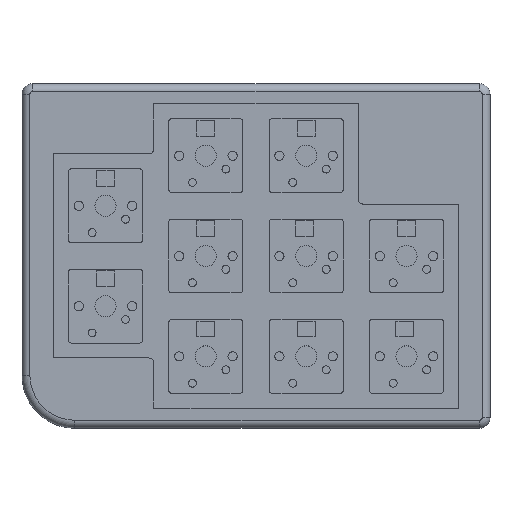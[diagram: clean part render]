
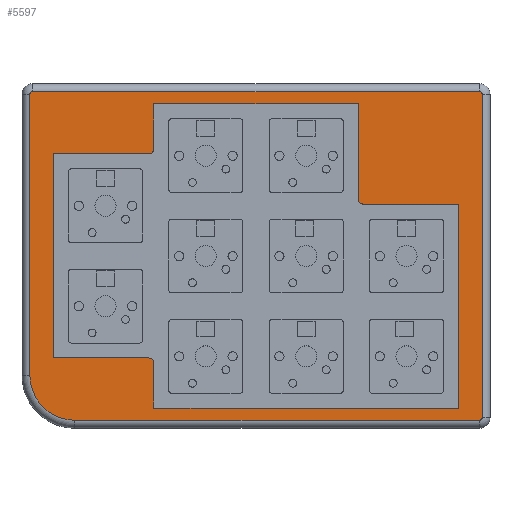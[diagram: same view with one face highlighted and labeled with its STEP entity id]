
A CAD part, top view. The second image highlights one B-rep face of the part: STEP entity #5597.
In plain terms, the highlighted planar face has unit normal (0, 0, 1).
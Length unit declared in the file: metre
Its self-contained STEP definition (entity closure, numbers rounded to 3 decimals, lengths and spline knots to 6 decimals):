
#387=LINE('',#9132,#851);
#391=LINE('',#9140,#855);
#392=LINE('',#9142,#856);
#398=LINE('',#9155,#862);
#401=LINE('',#9161,#865);
#402=LINE('',#9163,#866);
#408=LINE('',#9176,#872);
#411=LINE('',#9182,#875);
#412=LINE('',#9184,#876);
#417=LINE('',#9194,#881);
#420=LINE('',#9199,#884);
#421=LINE('',#9204,#885);
#422=LINE('',#9208,#886);
#423=LINE('',#9212,#887);
#851=VECTOR('',#7563,1.);
#855=VECTOR('',#7569,1.);
#856=VECTOR('',#7572,1.);
#862=VECTOR('',#7580,1.);
#865=VECTOR('',#7585,1.);
#866=VECTOR('',#7588,1.);
#872=VECTOR('',#7596,1.);
#875=VECTOR('',#7601,1.);
#876=VECTOR('',#7604,1.);
#881=VECTOR('',#7611,1.);
#884=VECTOR('',#7618,1.);
#885=VECTOR('',#7621,1.);
#886=VECTOR('',#7624,1.);
#887=VECTOR('',#7627,1.);
#1071=PLANE('',#6172);
#2329=ORIENTED_EDGE('',*,*,#3209,.T.);
#2330=ORIENTED_EDGE('',*,*,#3210,.T.);
#2331=ORIENTED_EDGE('',*,*,#3211,.T.);
#2332=ORIENTED_EDGE('',*,*,#3212,.T.);
#2333=ORIENTED_EDGE('',*,*,#3213,.T.);
#2334=ORIENTED_EDGE('',*,*,#3214,.T.);
#2335=ORIENTED_EDGE('',*,*,#3215,.T.);
#2336=ORIENTED_EDGE('',*,*,#3216,.T.);
#2337=ORIENTED_EDGE('',*,*,#3180,.F.);
#2338=ORIENTED_EDGE('',*,*,#3217,.T.);
#2339=ORIENTED_EDGE('',*,*,#3181,.F.);
#2340=ORIENTED_EDGE('',*,*,#3187,.F.);
#2341=ORIENTED_EDGE('',*,*,#3190,.F.);
#2342=ORIENTED_EDGE('',*,*,#3218,.T.);
#2343=ORIENTED_EDGE('',*,*,#3191,.F.);
#2344=ORIENTED_EDGE('',*,*,#3197,.F.);
#2345=ORIENTED_EDGE('',*,*,#3200,.F.);
#2346=ORIENTED_EDGE('',*,*,#3219,.T.);
#2347=ORIENTED_EDGE('',*,*,#3201,.F.);
#2348=ORIENTED_EDGE('',*,*,#3206,.F.);
#2349=ORIENTED_EDGE('',*,*,#3176,.F.);
#3176=EDGE_CURVE('',#3763,#3764,#387,.T.);
#3180=EDGE_CURVE('',#3766,#3763,#391,.T.);
#3181=EDGE_CURVE('',#3767,#3768,#392,.T.);
#3187=EDGE_CURVE('',#3772,#3767,#398,.T.);
#3190=EDGE_CURVE('',#3774,#3772,#401,.T.);
#3191=EDGE_CURVE('',#3775,#3776,#402,.T.);
#3197=EDGE_CURVE('',#3780,#3775,#408,.T.);
#3200=EDGE_CURVE('',#3782,#3780,#411,.T.);
#3201=EDGE_CURVE('',#3783,#3784,#412,.T.);
#3206=EDGE_CURVE('',#3764,#3783,#417,.T.);
#3209=EDGE_CURVE('',#3787,#3788,#420,.T.);
#3210=EDGE_CURVE('',#3788,#3789,#4087,.T.);
#3211=EDGE_CURVE('',#3789,#3790,#421,.T.);
#3212=EDGE_CURVE('',#3790,#3791,#4088,.T.);
#3213=EDGE_CURVE('',#3791,#3792,#422,.T.);
#3214=EDGE_CURVE('',#3792,#3793,#4089,.T.);
#3215=EDGE_CURVE('',#3793,#3794,#423,.T.);
#3216=EDGE_CURVE('',#3794,#3787,#4090,.T.);
#3217=EDGE_CURVE('',#3766,#3768,#4091,.T.);
#3218=EDGE_CURVE('',#3774,#3776,#4092,.T.);
#3219=EDGE_CURVE('',#3782,#3784,#4093,.T.);
#3763=VERTEX_POINT('',#9131);
#3764=VERTEX_POINT('',#9133);
#3766=VERTEX_POINT('',#9139);
#3767=VERTEX_POINT('',#9143);
#3768=VERTEX_POINT('',#9144);
#3772=VERTEX_POINT('',#9154);
#3774=VERTEX_POINT('',#9160);
#3775=VERTEX_POINT('',#9164);
#3776=VERTEX_POINT('',#9165);
#3780=VERTEX_POINT('',#9175);
#3782=VERTEX_POINT('',#9181);
#3783=VERTEX_POINT('',#9185);
#3784=VERTEX_POINT('',#9186);
#3787=VERTEX_POINT('',#9200);
#3788=VERTEX_POINT('',#9201);
#3789=VERTEX_POINT('',#9203);
#3790=VERTEX_POINT('',#9205);
#3791=VERTEX_POINT('',#9207);
#3792=VERTEX_POINT('',#9209);
#3793=VERTEX_POINT('',#9211);
#3794=VERTEX_POINT('',#9213);
#4087=CIRCLE('',#6173,0.0085);
#4088=CIRCLE('',#6174,0.0005);
#4089=CIRCLE('',#6175,0.0005);
#4090=CIRCLE('',#6176,0.0005);
#4091=CIRCLE('',#6177,0.001);
#4092=CIRCLE('',#6178,0.001);
#4093=CIRCLE('',#6179,0.001);
#4622=EDGE_LOOP('',(#2329,#2330,#2331,#2332,#2333,#2334,#2335,#2336));
#4623=EDGE_LOOP('',(#2337,#2338,#2339,#2340,#2341,#2342,#2343,#2344,#2345,
#2346,#2347,#2348,#2349));
#5172=FACE_BOUND('',#4622,.T.);
#5173=FACE_BOUND('',#4623,.T.);
#5597=ADVANCED_FACE('',(#5172,#5173),#1071,.T.);
#6172=AXIS2_PLACEMENT_3D('',#9198,#7616,#7617);
#6173=AXIS2_PLACEMENT_3D('',#9202,#7619,#7620);
#6174=AXIS2_PLACEMENT_3D('',#9206,#7622,#7623);
#6175=AXIS2_PLACEMENT_3D('',#9210,#7625,#7626);
#6176=AXIS2_PLACEMENT_3D('',#9214,#7628,#7629);
#6177=AXIS2_PLACEMENT_3D('',#9215,#7630,#7631);
#6178=AXIS2_PLACEMENT_3D('',#9216,#7632,#7633);
#6179=AXIS2_PLACEMENT_3D('',#9217,#7634,#7635);
#7563=DIRECTION('',(1.,0.,0.));
#7569=DIRECTION('',(0.,-1.,0.));
#7572=DIRECTION('',(1.,0.,0.));
#7580=DIRECTION('',(0.,-1.,0.));
#7585=DIRECTION('',(-1.,0.,0.));
#7588=DIRECTION('',(0.,-1.,0.));
#7596=DIRECTION('',(-1.,0.,0.));
#7601=DIRECTION('',(0.,1.,0.));
#7604=DIRECTION('',(-1.,0.,0.));
#7611=DIRECTION('',(0.,1.,0.));
#7616=DIRECTION('',(0.,0.,1.));
#7617=DIRECTION('',(1.,0.,0.));
#7618=DIRECTION('',(0.,-1.,0.));
#7619=DIRECTION('',(0.,0.,1.));
#7620=DIRECTION('',(1.,0.,0.));
#7621=DIRECTION('',(1.,0.,0.));
#7622=DIRECTION('',(0.,0.,1.));
#7623=DIRECTION('',(1.,0.,0.));
#7624=DIRECTION('',(0.,1.,0.));
#7625=DIRECTION('',(0.,0.,1.));
#7626=DIRECTION('',(1.,0.,0.));
#7627=DIRECTION('',(-1.,0.,0.));
#7628=DIRECTION('',(0.,0.,1.));
#7629=DIRECTION('',(1.,0.,0.));
#7630=DIRECTION('',(0.,0.,1.));
#7631=DIRECTION('',(1.,0.,0.));
#7632=DIRECTION('',(0.,0.,1.));
#7633=DIRECTION('',(1.,0.,0.));
#7634=DIRECTION('',(0.,0.,1.));
#7635=DIRECTION('',(1.,0.,0.));
#9131=CARTESIAN_POINT('',(-0.021175,-0.029558,0.017));
#9132=CARTESIAN_POINT('',(0.007725,-0.029558,0.017));
#9133=CARTESIAN_POINT('',(0.036625,-0.029558,0.017));
#9139=CARTESIAN_POINT('',(-0.021175,-0.021033,0.017));
#9140=CARTESIAN_POINT('',(-0.021175,-0.024796,0.017));
#9142=CARTESIAN_POINT('',(-0.0307,-0.020033,0.017));
#9143=CARTESIAN_POINT('',(-0.040225,-0.020033,0.017));
#9144=CARTESIAN_POINT('',(-0.022175,-0.020033,0.017));
#9154=CARTESIAN_POINT('',(-0.040225,0.018717,0.017));
#9155=CARTESIAN_POINT('',(-0.040225,-0.000658,0.017));
#9160=CARTESIAN_POINT('',(-0.022175,0.018717,0.017));
#9161=CARTESIAN_POINT('',(-0.0307,0.018717,0.017));
#9163=CARTESIAN_POINT('',(-0.021175,0.023479,0.017));
#9164=CARTESIAN_POINT('',(-0.021175,0.028242,0.017));
#9165=CARTESIAN_POINT('',(-0.021175,0.019717,0.017));
#9175=CARTESIAN_POINT('',(0.017575,0.028242,0.017));
#9176=CARTESIAN_POINT('',(-0.0018,0.028242,0.017));
#9181=CARTESIAN_POINT('',(0.017575,0.010192,0.017));
#9182=CARTESIAN_POINT('',(0.017575,0.018717,0.017));
#9184=CARTESIAN_POINT('',(0.0271,0.009192,0.017));
#9185=CARTESIAN_POINT('',(0.036625,0.009192,0.017));
#9186=CARTESIAN_POINT('',(0.018575,0.009192,0.017));
#9194=CARTESIAN_POINT('',(0.036625,-0.010183,0.017));
#9198=CARTESIAN_POINT('',(-0.0018,-0.000658,0.017));
#9199=CARTESIAN_POINT('',(-0.044725,-0.023358,0.017));
#9200=CARTESIAN_POINT('',(-0.044725,0.030042,0.017));
#9201=CARTESIAN_POINT('',(-0.044725,-0.023358,0.017));
#9202=CARTESIAN_POINT('',(-0.036225,-0.023358,0.017));
#9203=CARTESIAN_POINT('',(-0.036225,-0.031858,0.017));
#9204=CARTESIAN_POINT('',(0.040625,-0.031858,0.017));
#9205=CARTESIAN_POINT('',(0.040625,-0.031858,0.017));
#9206=CARTESIAN_POINT('',(0.040625,-0.031358,0.017));
#9207=CARTESIAN_POINT('',(0.041125,-0.031358,0.017));
#9208=CARTESIAN_POINT('',(0.041125,0.030042,0.017));
#9209=CARTESIAN_POINT('',(0.041125,0.030042,0.017));
#9210=CARTESIAN_POINT('',(0.040625,0.030042,0.017));
#9211=CARTESIAN_POINT('',(0.040625,0.030542,0.017));
#9212=CARTESIAN_POINT('',(-0.044225,0.030542,0.017));
#9213=CARTESIAN_POINT('',(-0.044225,0.030542,0.017));
#9214=CARTESIAN_POINT('',(-0.044225,0.030042,0.017));
#9215=CARTESIAN_POINT('',(-0.022175,-0.021033,0.017));
#9216=CARTESIAN_POINT('',(-0.022175,0.019717,0.017));
#9217=CARTESIAN_POINT('',(0.018575,0.010192,0.017));
